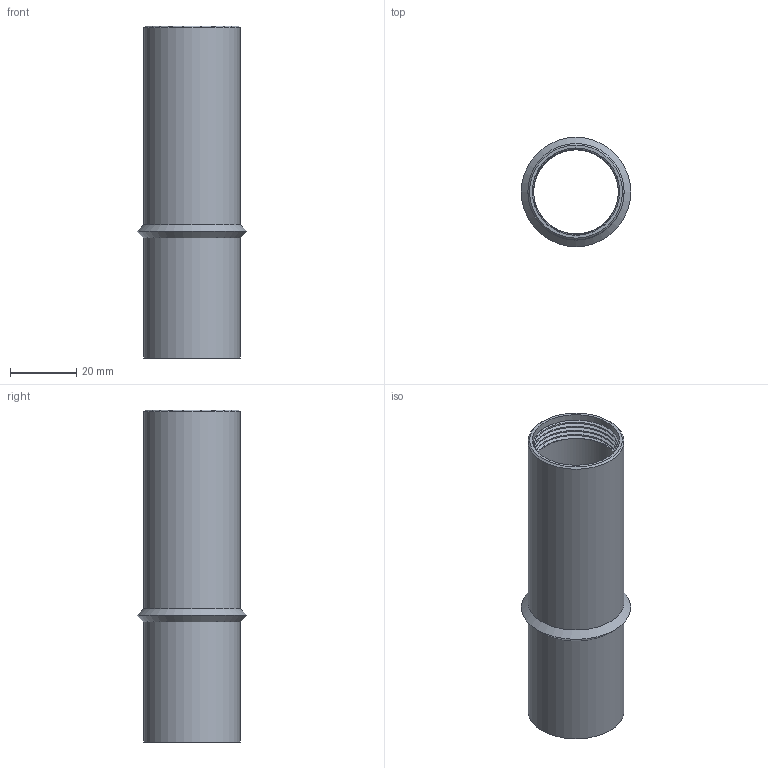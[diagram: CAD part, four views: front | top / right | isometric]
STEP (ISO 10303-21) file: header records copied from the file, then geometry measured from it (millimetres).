
FILE_DESCRIPTION(/* description */ (''),/* implementation_level */ '2;1');
FILE_NAME(/* name */ 'shell.step',/* time_stamp */ '2025-11-09T18:53:54+01:00',/* author */ (''),/* organization */ (''),/* preprocessor_version */ 'ST-DEVELOPER v20.1',/* originating_system */ 'Autodesk Translation Framework v14.21.0.0',/* authorisation */ '');
FILE_SCHEMA (('AUTOMOTIVE_DESIGN { 1 0 10303 214 3 1 1 }'));
Length unit declared in the file: millimetre
Products named in the file (1): shell
Bounding box: 33 x 33 x 100 mm (x, y, z)
Volume: 14656 mm3; surface area: 18749.6 mm2
Topology: 1 solids, 1 shells, 54 faces, 147 edges, 96 vertices
Faces by surface type: cylinder 37, plane 9, cone 4, bspline 4
Full cylindrical faces by diameter (mm): 25.5 x1, 25.526 x11, 26 x2, 26.3 x1, 27.208 x12, 29 x2
Entity records: 5550 total; most frequent: CARTESIAN_POINT 4281, ORIENTED_EDGE 294, DIRECTION 205, EDGE_CURVE 147, VERTEX_POINT 96, AXIS2_PLACEMENT_3D 84, B_SPLINE_CURVE_WITH_KNOTS 77, EDGE_LOOP 57
